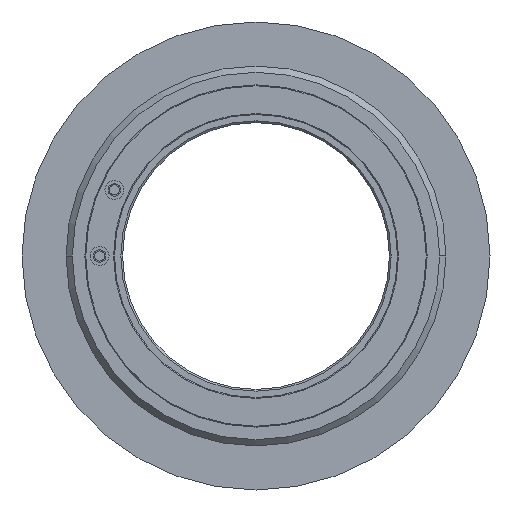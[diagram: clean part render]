
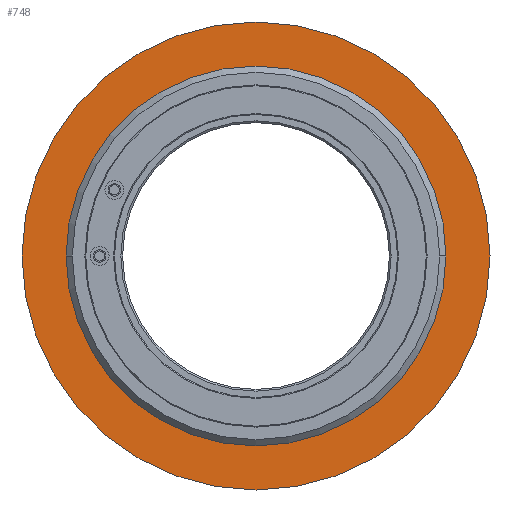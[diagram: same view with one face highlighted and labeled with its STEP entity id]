
A CAD part, left-side view. The second image highlights one B-rep face of the part: STEP entity #748.
In plain terms, the highlighted planar face has unit normal (-1, 0, 0).
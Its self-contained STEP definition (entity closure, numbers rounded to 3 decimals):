
#402 = VERTEX_POINT( '', #1068 );
#406 = EDGE_CURVE( '', #770, #402, #1072, .T. );
#412 = VERTEX_POINT( '', #1078 );
#748 = ADVANCED_FACE( '', ( #1460, #1461 ), #1462, .T. );
#770 = VERTEX_POINT( '', #1488 );
#806 = EDGE_CURVE( '', #968, #412, #1530, .T. );
#922 = EDGE_CURVE( '', #412, #968, #1656, .T. );
#954 = EDGE_CURVE( '', #402, #770, #1693, .T. );
#968 = VERTEX_POINT( '', #1708 );
#1068 = CARTESIAN_POINT( '', ( -5., -186., 0. ) );
#1072 = CIRCLE( '', #1822, 186. );
#1078 = CARTESIAN_POINT( '', ( -5., 151., 0. ) );
#1460 = FACE_BOUND( '', #2322, .T. );
#1461 = FACE_OUTER_BOUND( '', #2323, .T. );
#1462 = PLANE( '', #2324 );
#1488 = CARTESIAN_POINT( '', ( -5., 186., 0. ) );
#1530 = CIRCLE( '', #2407, 151. );
#1656 = CIRCLE( '', #2570, 151. );
#1693 = CIRCLE( '', #2617, 186. );
#1708 = CARTESIAN_POINT( '', ( -5., -151., 0. ) );
#1822 = AXIS2_PLACEMENT_3D( '', #2735, #2736, #2737 );
#2322 = EDGE_LOOP( '', ( #3242, #3243 ) );
#2323 = EDGE_LOOP( '', ( #3244, #3245 ) );
#2324 = AXIS2_PLACEMENT_3D( '', #3246, #3247, #3248 );
#2407 = AXIS2_PLACEMENT_3D( '', #3346, #3347, #3348 );
#2570 = AXIS2_PLACEMENT_3D( '', #3500, #3501, #3502 );
#2617 = AXIS2_PLACEMENT_3D( '', #3568, #3569, #3570 );
#2735 = CARTESIAN_POINT( '', ( -5., 0., 0. ) );
#2736 = DIRECTION( '', ( -1., 0., 0. ) );
#2737 = DIRECTION( '', ( 0., 1., 0. ) );
#3242 = ORIENTED_EDGE( '', *, *, #922, .F. );
#3243 = ORIENTED_EDGE( '', *, *, #806, .F. );
#3244 = ORIENTED_EDGE( '', *, *, #406, .T. );
#3245 = ORIENTED_EDGE( '', *, *, #954, .T. );
#3246 = CARTESIAN_POINT( '', ( -5., 168.5, 0. ) );
#3247 = DIRECTION( '', ( -1., 0., 0. ) );
#3248 = DIRECTION( '', ( 0., 1., 0. ) );
#3346 = CARTESIAN_POINT( '', ( -5., 0., 0. ) );
#3347 = DIRECTION( '', ( -1., 0., 0. ) );
#3348 = DIRECTION( '', ( 0., 1., 0. ) );
#3500 = CARTESIAN_POINT( '', ( -5., 0., 0. ) );
#3501 = DIRECTION( '', ( -1., 0., 0. ) );
#3502 = DIRECTION( '', ( 0., 1., 0. ) );
#3568 = CARTESIAN_POINT( '', ( -5., 0., 0. ) );
#3569 = DIRECTION( '', ( -1., 0., 0. ) );
#3570 = DIRECTION( '', ( 0., 1., 0. ) );
